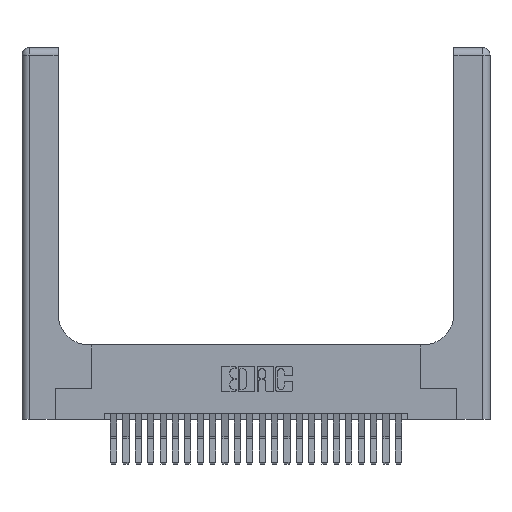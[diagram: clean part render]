
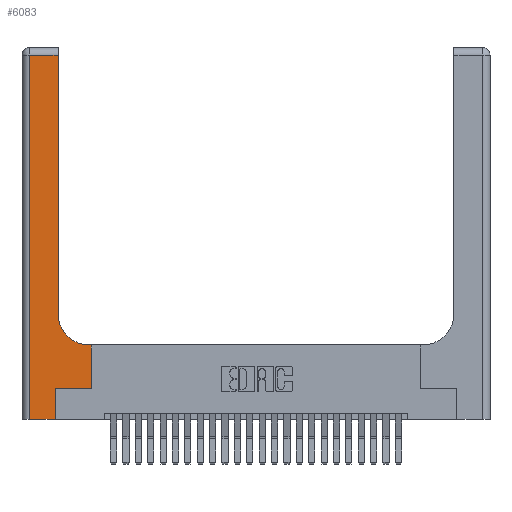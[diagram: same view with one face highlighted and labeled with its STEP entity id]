
A CAD part, top view. The second image highlights one B-rep face of the part: STEP entity #6083.
In plain terms, the highlighted planar face has unit normal (0, 0, 1).
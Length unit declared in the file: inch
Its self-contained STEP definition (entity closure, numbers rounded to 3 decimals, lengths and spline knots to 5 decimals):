
#581 = VERTEX_POINT ( 'NONE', #25974 ) ;
#727 = ORIENTED_EDGE ( 'NONE', *, *, #1439, .T. ) ;
#1439 = EDGE_CURVE ( 'NONE', #22419, #16597, #4493, .T. ) ;
#1682 = DIRECTION ( 'NONE',  ( 0., 1., 0. ) ) ;
#2033 = AXIS2_PLACEMENT_3D ( 'NONE', #8693, #23035, #10774 ) ;
#2436 = CARTESIAN_POINT ( 'NONE',  ( 0.269, 0.25, 0.37 ) ) ;
#2730 = ORIENTED_EDGE ( 'NONE', *, *, #8442, .T. ) ;
#2966 = LINE ( 'NONE', #9776, #24769 ) ;
#3128 = CARTESIAN_POINT ( 'NONE',  ( 0.2915, 0.6, 0.37 ) ) ;
#3300 = VECTOR ( 'NONE', #1682, 39.37008 ) ;
#4493 = LINE ( 'NONE', #10765, #14789 ) ;
#4942 = VERTEX_POINT ( 'NONE', #13515 ) ;
#4963 = CARTESIAN_POINT ( 'NONE',  ( 0.06, 0., 0.37 ) ) ;
#5058 = AXIS2_PLACEMENT_3D ( 'NONE', #21166, #8877, #23217 ) ;
#5284 = VECTOR ( 'NONE', #13138, 39.37008 ) ;
#5809 = EDGE_LOOP ( 'NONE', ( #7992, #17640, #727, #13318, #6931, #18488, #2730, #25807, #19429 ) ) ;
#5934 = FACE_OUTER_BOUND ( 'NONE', #5809, .T. ) ;
#5974 = VECTOR ( 'NONE', #10193, 39.37008 ) ;
#6083 = ADVANCED_FACE ( 'NONE', ( #5934 ), #17041, .F. ) ;
#6202 = CARTESIAN_POINT ( 'NONE',  ( 0., 0., 0.37 ) ) ;
#6624 = VECTOR ( 'NONE', #9235, 39.37008 ) ;
#6931 = ORIENTED_EDGE ( 'NONE', *, *, #24713, .T. ) ;
#7992 = ORIENTED_EDGE ( 'NONE', *, *, #26286, .T. ) ;
#8297 = DIRECTION ( 'NONE',  ( 1., 0., 0. ) ) ;
#8442 = EDGE_CURVE ( 'NONE', #581, #26540, #8763, .T. ) ;
#8693 = CARTESIAN_POINT ( 'NONE',  ( 0.5415, 0.85, 0.37 ) ) ;
#8763 = LINE ( 'NONE', #11911, #3300 ) ;
#8877 = DIRECTION ( 'NONE',  ( 0., 0., -1. ) ) ;
#9235 = DIRECTION ( 'NONE',  ( -1., 0., 0. ) ) ;
#9264 = CARTESIAN_POINT ( 'NONE',  ( 0.2915, 2.94, 0.37 ) ) ;
#9300 = CARTESIAN_POINT ( 'NONE',  ( 0., 2.94, 0.37 ) ) ;
#9776 = CARTESIAN_POINT ( 'NONE',  ( 0.269, 0.25, 0.37 ) ) ;
#10193 = DIRECTION ( 'NONE',  ( 0., 1., 0. ) ) ;
#10765 = CARTESIAN_POINT ( 'NONE',  ( 0.06, 3., 0.37 ) ) ;
#10774 = DIRECTION ( 'NONE',  ( 1., 0., 0. ) ) ;
#10992 = DIRECTION ( 'NONE',  ( 0., -1., 0. ) ) ;
#11018 = EDGE_CURVE ( 'NONE', #16597, #4942, #16780, .T. ) ;
#11640 = VERTEX_POINT ( 'NONE', #16252 ) ;
#11681 = CIRCLE ( 'NONE', #2033, 0.25 ) ;
#11911 = CARTESIAN_POINT ( 'NONE',  ( 0.5585, 0.25, 0.37 ) ) ;
#13138 = DIRECTION ( 'NONE',  ( 0., 1., 0. ) ) ;
#13318 = ORIENTED_EDGE ( 'NONE', *, *, #11018, .T. ) ;
#13515 = CARTESIAN_POINT ( 'NONE',  ( 0.269, 0., 0.37 ) ) ;
#13904 = DIRECTION ( 'NONE',  ( 1., 0., 0. ) ) ;
#14124 = CARTESIAN_POINT ( 'NONE',  ( 0.5585, 0.6, 0.37 ) ) ;
#14613 = LINE ( 'NONE', #9300, #20705 ) ;
#14789 = VECTOR ( 'NONE', #10992, 39.37008 ) ;
#16184 = EDGE_CURVE ( 'NONE', #23530, #581, #2966, .T. ) ;
#16252 = CARTESIAN_POINT ( 'NONE',  ( 0.2915, 0.85, 0.37 ) ) ;
#16271 = LINE ( 'NONE', #20410, #5974 ) ;
#16597 = VERTEX_POINT ( 'NONE', #4963 ) ;
#16780 = LINE ( 'NONE', #6202, #20511 ) ;
#17041 = PLANE ( 'NONE',  #5058 ) ;
#17282 = VERTEX_POINT ( 'NONE', #9264 ) ;
#17572 = LINE ( 'NONE', #3128, #6624 ) ;
#17640 = ORIENTED_EDGE ( 'NONE', *, *, #18448, .T. ) ;
#18448 = EDGE_CURVE ( 'NONE', #17282, #22419, #14613, .T. ) ;
#18488 = ORIENTED_EDGE ( 'NONE', *, *, #16184, .T. ) ;
#19320 = EDGE_CURVE ( 'NONE', #20460, #11640, #11681, .T. ) ;
#19429 = ORIENTED_EDGE ( 'NONE', *, *, #19320, .T. ) ;
#20410 = CARTESIAN_POINT ( 'NONE',  ( 0.269, 0., 0.37 ) ) ;
#20460 = VERTEX_POINT ( 'NONE', #24319 ) ;
#20511 = VECTOR ( 'NONE', #8297, 39.37008 ) ;
#20705 = VECTOR ( 'NONE', #23632, 39.37008 ) ;
#21166 = CARTESIAN_POINT ( 'NONE',  ( 0., 3., 0.37 ) ) ;
#22340 = LINE ( 'NONE', #23349, #5284 ) ;
#22419 = VERTEX_POINT ( 'NONE', #22997 ) ;
#22997 = CARTESIAN_POINT ( 'NONE',  ( 0.06, 2.94, 0.37 ) ) ;
#23035 = DIRECTION ( 'NONE',  ( 0., 0., -1. ) ) ;
#23217 = DIRECTION ( 'NONE',  ( -1., 0., 0. ) ) ;
#23349 = CARTESIAN_POINT ( 'NONE',  ( 0.2915, 3., 0.37 ) ) ;
#23530 = VERTEX_POINT ( 'NONE', #2436 ) ;
#23632 = DIRECTION ( 'NONE',  ( -1., 0., 0. ) ) ;
#23768 = EDGE_CURVE ( 'NONE', #26540, #20460, #17572, .T. ) ;
#24319 = CARTESIAN_POINT ( 'NONE',  ( 0.5415, 0.6, 0.37 ) ) ;
#24713 = EDGE_CURVE ( 'NONE', #4942, #23530, #16271, .T. ) ;
#24769 = VECTOR ( 'NONE', #13904, 39.37008 ) ;
#25807 = ORIENTED_EDGE ( 'NONE', *, *, #23768, .T. ) ;
#25974 = CARTESIAN_POINT ( 'NONE',  ( 0.5585, 0.25, 0.37 ) ) ;
#26286 = EDGE_CURVE ( 'NONE', #11640, #17282, #22340, .T. ) ;
#26540 = VERTEX_POINT ( 'NONE', #14124 ) ;
